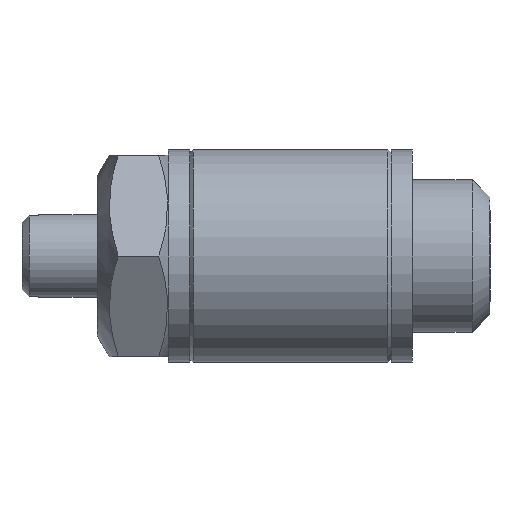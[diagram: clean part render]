
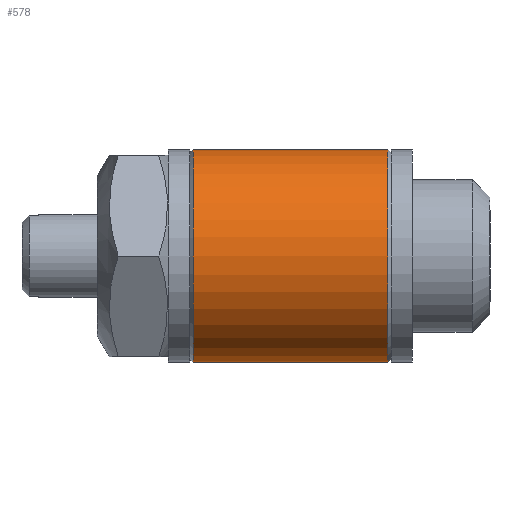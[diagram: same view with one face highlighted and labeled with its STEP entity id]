
A CAD part, left-side view. The second image highlights one B-rep face of the part: STEP entity #578.
In plain terms, the highlighted cylindrical face has radius 9 mm (diameter 18 mm), a partial arc.
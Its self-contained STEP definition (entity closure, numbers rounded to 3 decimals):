
#257 = EDGE_CURVE ( 'NONE', #309, #281, #1215, .T. ) ;
#281 = VERTEX_POINT ( 'NONE', #1794 ) ;
#289 = VERTEX_POINT ( 'NONE', #1801 ) ;
#303 = VERTEX_POINT ( 'NONE', #1266 ) ;
#309 = VERTEX_POINT ( 'NONE', #1864 ) ;
#363 = EDGE_CURVE ( 'NONE', #303, #289, #1883, .T. ) ;
#443 = ORIENTED_EDGE ( 'NONE', *, *, #257, .T. ) ;
#444 = ORIENTED_EDGE ( 'NONE', *, *, #614, .T. ) ;
#506 = ORIENTED_EDGE ( 'NONE', *, *, #363, .F. ) ;
#515 = ORIENTED_EDGE ( 'NONE', *, *, #630, .F. ) ;
#547 = EDGE_LOOP ( 'NONE', ( #506, #444, #443, #515 ) ) ;
#578 = ADVANCED_FACE ( 'NONE', ( #2816 ), #2813, .T. ) ;
#614 = EDGE_CURVE ( 'NONE', #303, #309, #2665, .T. ) ;
#630 = EDGE_CURVE ( 'NONE', #289, #281, #2793, .T. ) ;
#1215 = LINE ( 'NONE', #1279, #1278 ) ;
#1266 = CARTESIAN_POINT ( 'NONE',  ( 0., 25.4, 9. ) ) ;
#1277 = DIRECTION ( 'NONE',  ( 0., -1., 0. ) ) ;
#1278 = VECTOR ( 'NONE', #1277, 1000. ) ;
#1279 = CARTESIAN_POINT ( 'NONE',  ( 0., 7.319, -9. ) ) ;
#1794 = CARTESIAN_POINT ( 'NONE',  ( 0., 9., -9. ) ) ;
#1801 = CARTESIAN_POINT ( 'NONE',  ( 0., 9., 9. ) ) ;
#1864 = CARTESIAN_POINT ( 'NONE',  ( 0., 25.4, -9. ) ) ;
#1883 = LINE ( 'NONE', #1890, #1889 ) ;
#1888 = DIRECTION ( 'NONE',  ( 0., -1., 0. ) ) ;
#1889 = VECTOR ( 'NONE', #1888, 1000. ) ;
#1890 = CARTESIAN_POINT ( 'NONE',  ( 0., 7.319, 9. ) ) ;
#2660 = DIRECTION ( 'NONE',  ( 0., 0., -1. ) ) ;
#2662 = DIRECTION ( 'NONE',  ( 0., -1., 0. ) ) ;
#2663 = CARTESIAN_POINT ( 'NONE',  ( 0., 25.4, 0. ) ) ;
#2664 = AXIS2_PLACEMENT_3D ( 'NONE', #2663, #2662, #2660 ) ;
#2665 = CIRCLE ( 'NONE', #2664, 9. ) ;
#2789 = DIRECTION ( 'NONE',  ( 0., 0., -1. ) ) ;
#2790 = DIRECTION ( 'NONE',  ( 0., -1., 0. ) ) ;
#2791 = CARTESIAN_POINT ( 'NONE',  ( 0., 9., 0. ) ) ;
#2792 = AXIS2_PLACEMENT_3D ( 'NONE', #2791, #2790, #2789 ) ;
#2793 = CIRCLE ( 'NONE', #2792, 9. ) ;
#2802 = DIRECTION ( 'NONE',  ( 0., 0., -1. ) ) ;
#2803 = DIRECTION ( 'NONE',  ( 0., -1., 0. ) ) ;
#2813 = CYLINDRICAL_SURFACE ( 'NONE', #2815, 9. ) ;
#2814 = CARTESIAN_POINT ( 'NONE',  ( 0., 7.319, 0. ) ) ;
#2815 = AXIS2_PLACEMENT_3D ( 'NONE', #2814, #2803, #2802 ) ;
#2816 = FACE_OUTER_BOUND ( 'NONE', #547, .T. ) ;
